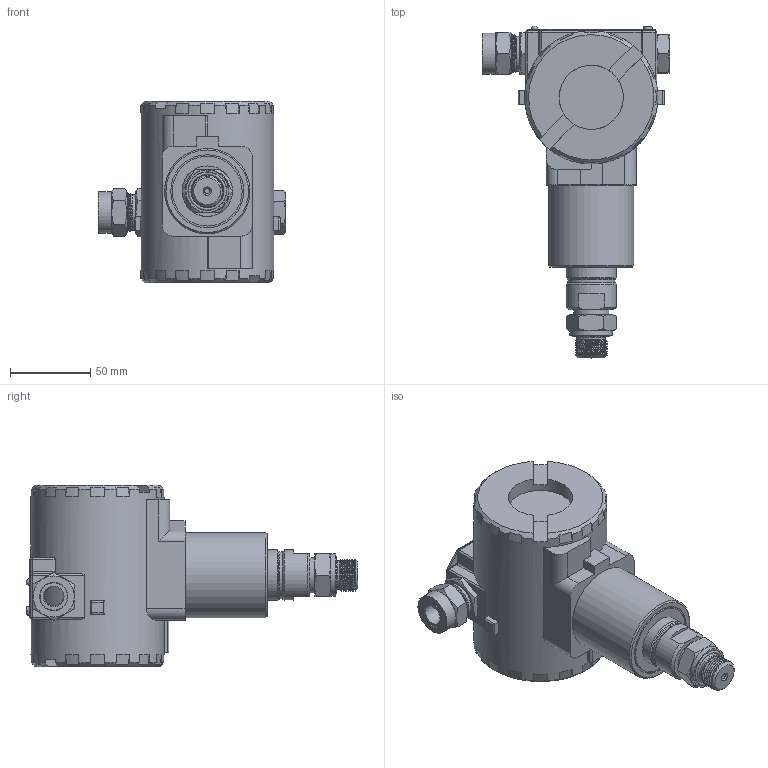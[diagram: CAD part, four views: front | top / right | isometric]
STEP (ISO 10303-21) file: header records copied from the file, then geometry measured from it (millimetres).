
FILE_DESCRIPTION(/* description */ (''),/* implementation_level */ '2;1');
FILE_NAME(/* name */ 'AMZ5450_capacitive_display_adapter-M20x1,5DIN.step',/* time_stamp */ '2021-10-08T10:42:54+03:00',/* author */ (''),/* organization */ (''),/* preprocessor_version */ 'ST-DEVELOPER v18.1',/* originating_system */ 'Autodesk Translation Framework v10.10.0.1391',/* authorisation */ '');
FILE_SCHEMA (('AUTOMOTIVE_DESIGN { 1 0 10303 214 3 1 1 }'));
Products named in the file (7): AMZ5450_capacitive_display; Corp; screw; stamp; PLUG v2; M20x1,5 steel cable gland Ex d v3; o-ring
Assembly tree (6 placements, depth 2):
  AMZ5450_capacitive_display
    Corp
    screw
    stamp
    PLUG v2
    M20x1,5 steel cable gland Ex d v3
    o-ring
Bounding box: 116.5 x 206.7 x 113 mm (x, y, z)
Volume: 835236.7 mm3; surface area: 84921.8 mm2
Topology: 6 solids, 8 shells, 687 faces, 1867 edges, 1238 vertices
Faces by surface type: plane 325, cylinder 143, bspline 117, cone 80, torus 15, sphere 7
Full cylindrical faces by diameter (mm): 2 x2, 2.693 x1, 3 x3, 3.3 x1, 8.5 x2, 12 x1, 13 x1, 16.811 x1, 17 x2, 17.6 x1, 17.8 x1, 18.137 x21, 18.376 x2, 19.85 x19, 20.5 x1, 22 x2, 22.132 x1, 23.7 x1, 25.6 x1, 26.5 x1, 29.401 x1, 31.402 x2, 40 x1, 43.402 x1, 45.402 x1, 48.302 x1, 50 x1, 53.202 x1, 77 x1, 83 x1
Entity records: 41082 total; most frequent: CARTESIAN_POINT 24597, ORIENTED_EDGE 3720, DIRECTION 2882, EDGE_CURVE 1860, VERTEX_POINT 1238, LINE 962, VECTOR 962, AXIS2_PLACEMENT_3D 960
